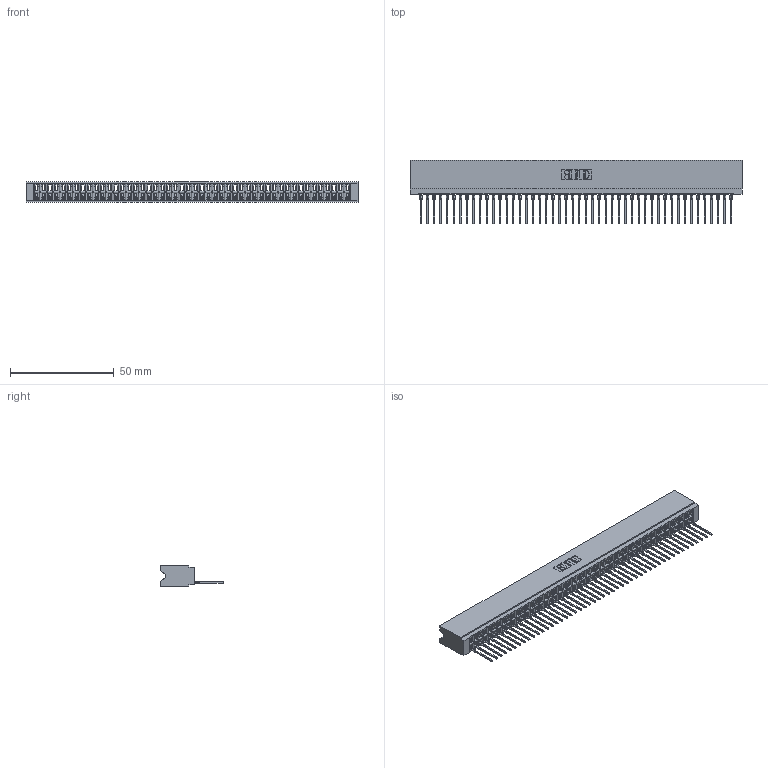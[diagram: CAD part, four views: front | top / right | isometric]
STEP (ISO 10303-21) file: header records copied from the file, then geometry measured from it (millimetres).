
FILE_DESCRIPTION (( 'STEP AP203' ), '1' );
FILE_NAME ('746-048-540-506.STEP', '2026-03-04T18:48:11', ( '' ), ( '' ), 'SwSTEP 2.0', 'SolidWorks 2023', '' );
FILE_SCHEMA (( 'CONFIG_CONTROL_DESIGN' ));
Length unit declared in the file: millimetre
Products named in the file (3): 746-292-001_540; 746-048-540-506; 746 Part_.340 Slot Depth - 06
Assembly tree (49 placements, depth 2):
  746-048-540-506
    746 Part_.340 Slot Depth - 06
    746-292-001_540  x48
Bounding box: 159.64 x 30.59 x 9.91 mm (x, y, z)
Volume: 17978.6 mm3; surface area: 24931.5 mm2
Topology: 49 solids, 49 shells, 5282 faces, 15001 edges, 9631 vertices
Faces by surface type: plane 3080, bspline 960, cylinder 954, torus 288
Entity records: 71705 total; most frequent: CARTESIAN_POINT 14460, ORIENTED_EDGE 12612, DIRECTION 10424, EDGE_CURVE 6306, LINE 5642, VECTOR 5642, VERTEX_POINT 4179, AXIS2_PLACEMENT_3D 2391
